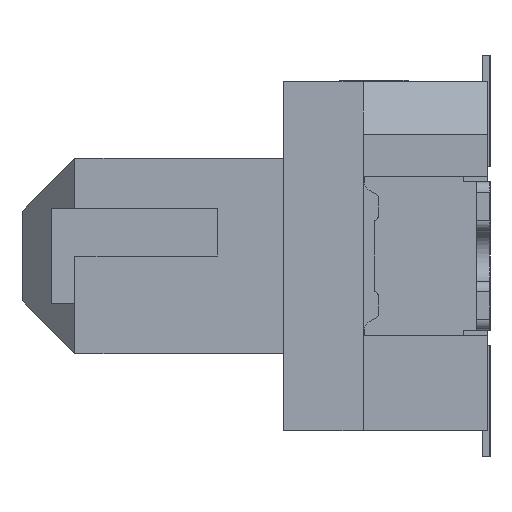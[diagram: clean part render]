
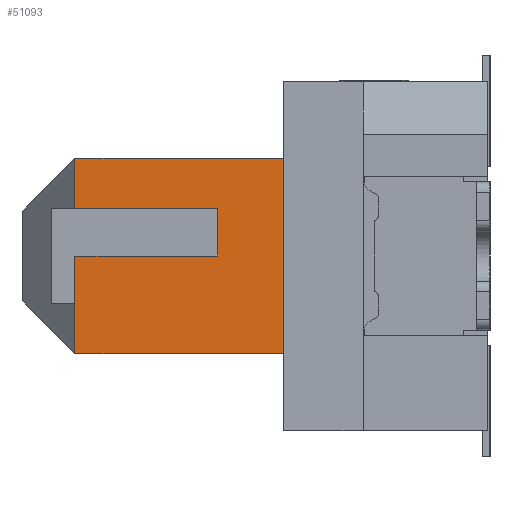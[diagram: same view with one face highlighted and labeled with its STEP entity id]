
A CAD part, left-side view. The second image highlights one B-rep face of the part: STEP entity #51093.
In plain terms, the highlighted planar face has unit normal (-1, 0, 0).
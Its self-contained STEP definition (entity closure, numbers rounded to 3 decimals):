
#13475=DIRECTION('',(0.,0.,1.));
#13476=VECTOR('',#13475,3.7);
#13477=CARTESIAN_POINT('',(-10.82,3.85,-1.85));
#13478=LINE('',#13477,#13476);
#15119=DIRECTION('',(0.,-1.,0.));
#15120=VECTOR('',#15119,3.95);
#15121=CARTESIAN_POINT('',(-10.82,7.8,1.85));
#15122=LINE('',#15121,#15120);
#15123=DIRECTION('',(0.,0.,-1.));
#15124=VECTOR('',#15123,0.9);
#15125=CARTESIAN_POINT('',(-10.82,5.1,0.9));
#15126=LINE('',#15125,#15124);
#15131=DIRECTION('',(0.,1.,0.));
#15132=VECTOR('',#15131,2.7);
#15133=CARTESIAN_POINT('',(-10.82,5.1,0.));
#15134=LINE('',#15133,#15132);
#15147=DIRECTION('',(0.,0.,-1.));
#15148=VECTOR('',#15147,0.9);
#15149=CARTESIAN_POINT('',(-10.82,7.8,0.));
#15150=LINE('',#15149,#15148);
#15167=DIRECTION('',(0.,0.,1.));
#15168=VECTOR('',#15167,0.95);
#15169=CARTESIAN_POINT('',(-10.82,7.8,-1.85));
#15170=LINE('',#15169,#15168);
#15183=DIRECTION('',(0.,0.,1.));
#15184=VECTOR('',#15183,0.95);
#15185=CARTESIAN_POINT('',(-10.82,7.8,0.9));
#15186=LINE('',#15185,#15184);
#15191=DIRECTION('',(0.,-1.,0.));
#15192=VECTOR('',#15191,2.7);
#15193=CARTESIAN_POINT('',(-10.82,7.8,0.9));
#15194=LINE('',#15193,#15192);
#15207=DIRECTION('',(0.,1.,0.));
#15208=VECTOR('',#15207,3.95);
#15209=CARTESIAN_POINT('',(-10.82,3.85,-1.85));
#15210=LINE('',#15209,#15208);
#27763=CARTESIAN_POINT('',(-10.82,5.1,0.9));
#27764=CARTESIAN_POINT('',(-10.82,5.1,0.));
#27765=VERTEX_POINT('',#27763);
#27766=VERTEX_POINT('',#27764);
#27767=CARTESIAN_POINT('',(-10.82,7.8,0.9));
#27768=VERTEX_POINT('',#27767);
#27769=CARTESIAN_POINT('',(-10.82,7.8,1.85));
#27770=VERTEX_POINT('',#27769);
#27771=CARTESIAN_POINT('',(-10.82,3.85,1.85));
#27772=VERTEX_POINT('',#27771);
#27773=CARTESIAN_POINT('',(-10.82,3.85,-1.85));
#27774=VERTEX_POINT('',#27773);
#27775=CARTESIAN_POINT('',(-10.82,7.8,-1.85));
#27776=VERTEX_POINT('',#27775);
#27777=CARTESIAN_POINT('',(-10.82,7.8,-0.9));
#27778=VERTEX_POINT('',#27777);
#27779=CARTESIAN_POINT('',(-10.82,7.8,0.));
#27780=VERTEX_POINT('',#27779);
#51070=CARTESIAN_POINT('',(-10.82,5.825,0.));
#51071=DIRECTION('',(1.,0.,0.));
#51072=DIRECTION('',(0.,0.,1.));
#51073=AXIS2_PLACEMENT_3D('',#51070,#51071,#51072);
#51074=PLANE('',#51073);
#51076=ORIENTED_EDGE('',*,*,#51075,.F.);
#51078=ORIENTED_EDGE('',*,*,#51077,.F.);
#51080=ORIENTED_EDGE('',*,*,#51079,.T.);
#51081=ORIENTED_EDGE('',*,*,#51064,.T.);
#51082=ORIENTED_EDGE('',*,*,#48465,.F.);
#51084=ORIENTED_EDGE('',*,*,#51083,.T.);
#51086=ORIENTED_EDGE('',*,*,#51085,.T.);
#51088=ORIENTED_EDGE('',*,*,#51087,.F.);
#51090=ORIENTED_EDGE('',*,*,#51089,.F.);
#51091=EDGE_LOOP('',(#51076,#51078,#51080,#51081,#51082,#51084,#51086,#51088,
#51090));
#51092=FACE_OUTER_BOUND('',#51091,.F.);
#51093=ADVANCED_FACE('',(#51092),#51074,.F.);
#48465=EDGE_CURVE('',#27774,#27772,#13478,.T.);
#51064=EDGE_CURVE('',#27770,#27772,#15122,.T.);
#51075=EDGE_CURVE('',#27765,#27766,#15126,.T.);
#51077=EDGE_CURVE('',#27768,#27765,#15194,.T.);
#51079=EDGE_CURVE('',#27768,#27770,#15186,.T.);
#51083=EDGE_CURVE('',#27774,#27776,#15210,.T.);
#51085=EDGE_CURVE('',#27776,#27778,#15170,.T.);
#51087=EDGE_CURVE('',#27780,#27778,#15150,.T.);
#51089=EDGE_CURVE('',#27766,#27780,#15134,.T.);
